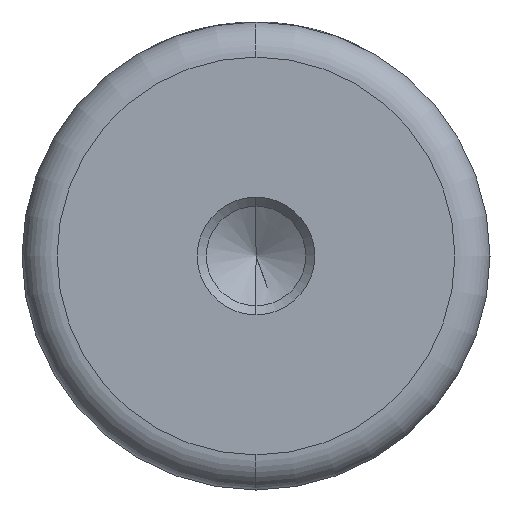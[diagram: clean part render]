
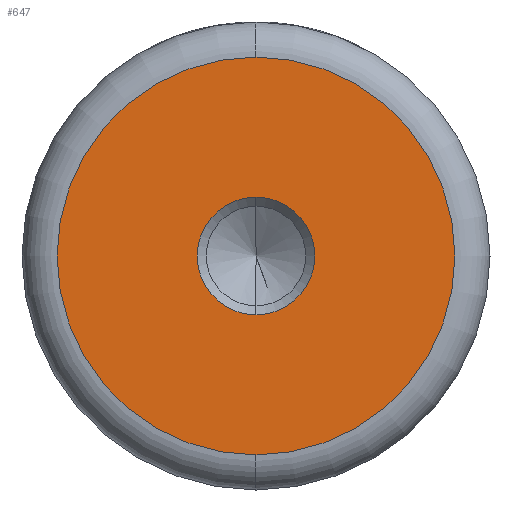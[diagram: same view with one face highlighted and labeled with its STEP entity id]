
A CAD part, left-side view. The second image highlights one B-rep face of the part: STEP entity #647.
In plain terms, the highlighted planar face has unit normal (-1, 0, 0).
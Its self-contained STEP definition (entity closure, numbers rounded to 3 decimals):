
#10 = CARTESIAN_POINT ( 'NONE',  ( 0., 0., -17. ) ) ;
#40 = VERTEX_POINT ( 'NONE', #61 ) ;
#46 = DIRECTION ( 'NONE',  ( 0., 0., 1. ) ) ;
#61 = CARTESIAN_POINT ( 'NONE',  ( 0., 0., 17. ) ) ;
#65 = VERTEX_POINT ( 'NONE', #10 ) ;
#84 = DIRECTION ( 'NONE',  ( 0., 0., 1. ) ) ;
#121 = CIRCLE ( 'NONE', #1139, 5.025 ) ;
#135 = CARTESIAN_POINT ( 'NONE',  ( 0., 0., -5.025 ) ) ;
#144 = FACE_OUTER_BOUND ( 'NONE', #219, .T. ) ;
#219 = EDGE_LOOP ( 'NONE', ( #448, #666 ) ) ;
#352 = DIRECTION ( 'NONE',  ( -1., 0., 0. ) ) ;
#388 = CARTESIAN_POINT ( 'NONE',  ( 0., 0., 0. ) ) ;
#448 = ORIENTED_EDGE ( 'NONE', *, *, #1211, .T. ) ;
#472 = DIRECTION ( 'NONE',  ( -1., 0., 0. ) ) ;
#507 = DIRECTION ( 'NONE',  ( 0., 0., 1. ) ) ;
#577 = CIRCLE ( 'NONE', #1342, 5.025 ) ;
#614 = AXIS2_PLACEMENT_3D ( 'NONE', #1388, #723, #46 ) ;
#647 = ADVANCED_FACE ( 'NONE', ( #1334, #144 ), #1457, .T. ) ;
#663 = EDGE_CURVE ( 'NONE', #65, #40, #1306, .T. ) ;
#666 = ORIENTED_EDGE ( 'NONE', *, *, #663, .T. ) ;
#723 = DIRECTION ( 'NONE',  ( -1., 0., 0. ) ) ;
#739 = VERTEX_POINT ( 'NONE', #135 ) ;
#766 = DIRECTION ( 'NONE',  ( -1., 0., 0. ) ) ;
#786 = DIRECTION ( 'NONE',  ( 0., 0., 1. ) ) ;
#794 = DIRECTION ( 'NONE',  ( 0., 0., 1. ) ) ;
#857 = EDGE_LOOP ( 'NONE', ( #1453, #1200 ) ) ;
#870 = AXIS2_PLACEMENT_3D ( 'NONE', #1126, #472, #794 ) ;
#984 = VERTEX_POINT ( 'NONE', #1303 ) ;
#1026 = CIRCLE ( 'NONE', #614, 17. ) ;
#1047 = EDGE_CURVE ( 'NONE', #984, #739, #121, .T. ) ;
#1088 = AXIS2_PLACEMENT_3D ( 'NONE', #1234, #352, #786 ) ;
#1126 = CARTESIAN_POINT ( 'NONE',  ( 0., 0., 0. ) ) ;
#1139 = AXIS2_PLACEMENT_3D ( 'NONE', #1434, #766, #84 ) ;
#1158 = DIRECTION ( 'NONE',  ( -1., 0., 0. ) ) ;
#1200 = ORIENTED_EDGE ( 'NONE', *, *, #1328, .F. ) ;
#1211 = EDGE_CURVE ( 'NONE', #40, #65, #1026, .T. ) ;
#1234 = CARTESIAN_POINT ( 'NONE',  ( 0., 0., 0. ) ) ;
#1303 = CARTESIAN_POINT ( 'NONE',  ( 0., 0., 5.025 ) ) ;
#1306 = CIRCLE ( 'NONE', #870, 17. ) ;
#1328 = EDGE_CURVE ( 'NONE', #739, #984, #577, .T. ) ;
#1334 = FACE_BOUND ( 'NONE', #857, .T. ) ;
#1342 = AXIS2_PLACEMENT_3D ( 'NONE', #388, #1158, #507 ) ;
#1388 = CARTESIAN_POINT ( 'NONE',  ( 0., 0., 0. ) ) ;
#1434 = CARTESIAN_POINT ( 'NONE',  ( 0., 0., 0. ) ) ;
#1453 = ORIENTED_EDGE ( 'NONE', *, *, #1047, .F. ) ;
#1457 = PLANE ( 'NONE',  #1088 ) ;
